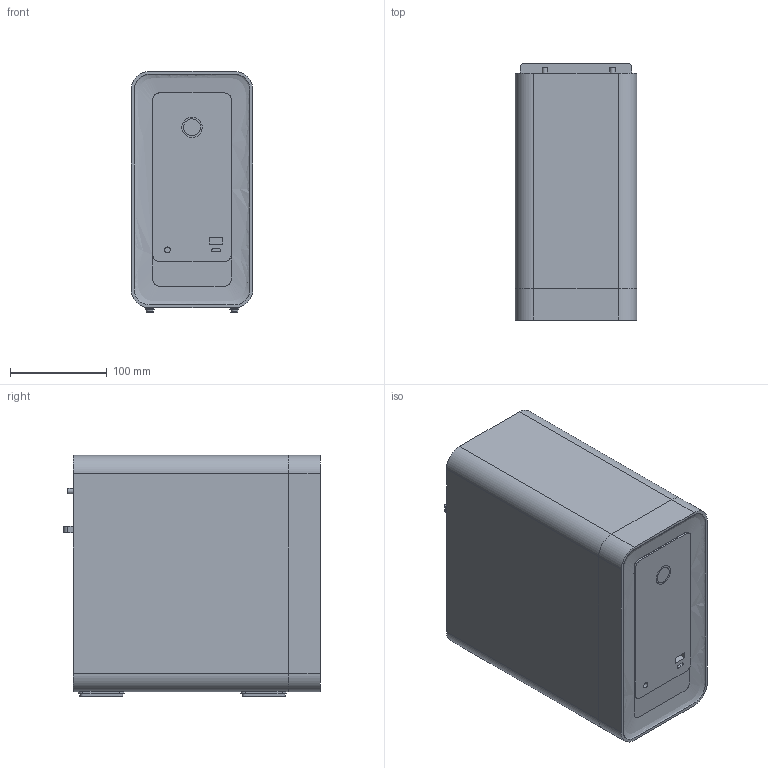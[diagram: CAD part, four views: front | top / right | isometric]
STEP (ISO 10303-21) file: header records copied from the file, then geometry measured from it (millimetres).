
FILE_DESCRIPTION(/* description */ (''),/* implementation_level */ '2;1');
FILE_NAME(/* name */ 'PWGAJ8~0',/* time_stamp */ '2021-10-07T14:43:56+02:00',/* author */ (''),/* organization */ (''),/* preprocessor_version */ 'ST-DEVELOPER v16.5',/* originating_system */ '',/* authorisation */ '');
FILE_SCHEMA (('AUTOMOTIVE_DESIGN_CC2'));
Length unit declared in the file: millimetre
Products named in the file (2): Document; pcma-00X -- Silent-PC 30XX_LoD1 -- Rev.1.0
Assembly tree (1 placements, depth 2):
  Document
    pcma-00X -- Silent-PC 30XX_LoD1 -- Rev.1.0
Bounding box: 125.5 x 265 x 249 mm (x, y, z)
Volume: 771061.6 mm3; surface area: 425293 mm2
Topology: 5 solids, 28 shells, 330 faces, 895 edges, 610 vertices
Faces by surface type: plane 205, cylinder 67, bspline 58
Full cylindrical faces by diameter (mm): 1 x2, 3.7 x2, 4.5 x2, 5.5 x2, 6 x2
Entity records: 15334 total; most frequent: CARTESIAN_POINT 9495, ORIENTED_EDGE 1524, EDGE_CURVE 898, B_SPLINE_CURVE_WITH_KNOTS 626, VERTEX_POINT 613, EDGE_LOOP 373, ADVANCED_FACE 330, FACE_OUTER_BOUND 330
